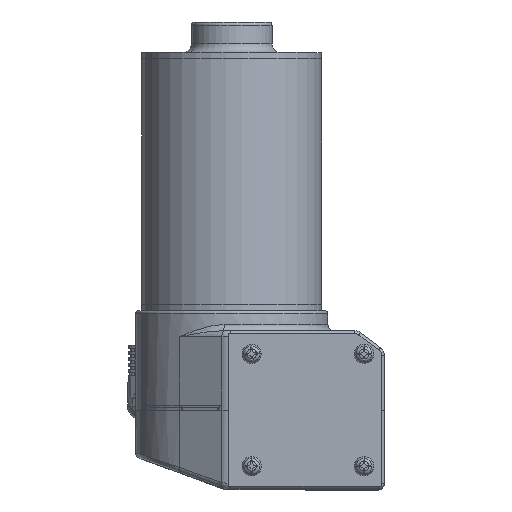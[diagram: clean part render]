
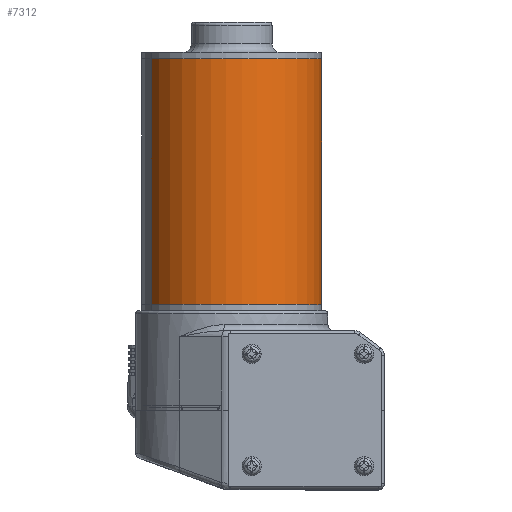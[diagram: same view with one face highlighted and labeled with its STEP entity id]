
A CAD part, top view. The second image highlights one B-rep face of the part: STEP entity #7312.
In plain terms, the highlighted cylindrical face has radius 29.5 mm (diameter 59 mm), a partial arc.
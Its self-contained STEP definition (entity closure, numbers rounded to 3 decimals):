
#53 = FACE_OUTER_BOUND ( 'NONE', #11306, .T. ) ;
#527 = DIRECTION ( 'NONE',  ( 1., 0., 0. ) ) ;
#637 = EDGE_CURVE ( 'NONE', #19828, #13681, #24411, .T. ) ;
#1084 = EDGE_CURVE ( 'NONE', #13681, #24719, #6095, .T. ) ;
#2626 = ORIENTED_EDGE ( 'NONE', *, *, #637, .F. ) ;
#3150 = DIRECTION ( 'NONE',  ( 0., 0., 1. ) ) ;
#4014 = CARTESIAN_POINT ( 'NONE',  ( -29.5, 0., 80.5 ) ) ;
#4016 = CARTESIAN_POINT ( 'NONE',  ( 29.5, 0., 80.5 ) ) ;
#5345 = VECTOR ( 'NONE', #11832, 1000. ) ;
#6095 = LINE ( 'NONE', #7852, #5345 ) ;
#6255 = VECTOR ( 'NONE', #8596, 1000. ) ;
#6631 = EDGE_CURVE ( 'NONE', #19828, #25274, #12642, .T. ) ;
#7312 = ADVANCED_FACE ( 'NONE', ( #53 ), #29518, .T. ) ;
#7852 = CARTESIAN_POINT ( 'NONE',  ( -29.5, 0., 80.5 ) ) ;
#8595 = ORIENTED_EDGE ( 'NONE', *, *, #6631, .T. ) ;
#8596 = DIRECTION ( 'NONE',  ( 0., 0., -1. ) ) ;
#9085 = DIRECTION ( 'NONE',  ( -1., 0., 0. ) ) ;
#9519 = DIRECTION ( 'NONE',  ( 0., 0., 1. ) ) ;
#11306 = EDGE_LOOP ( 'NONE', ( #2626, #8595, #17544, #14648 ) ) ;
#11832 = DIRECTION ( 'NONE',  ( 0., 0., -1. ) ) ;
#11842 = CARTESIAN_POINT ( 'NONE',  ( 29.5, 0., 80.5 ) ) ;
#12273 = AXIS2_PLACEMENT_3D ( 'NONE', #23723, #23196, #9085 ) ;
#12642 = LINE ( 'NONE', #11842, #6255 ) ;
#13681 = VERTEX_POINT ( 'NONE', #4014 ) ;
#14407 = AXIS2_PLACEMENT_3D ( 'NONE', #23476, #9519, #25768 ) ;
#14648 = ORIENTED_EDGE ( 'NONE', *, *, #1084, .F. ) ;
#17320 = CIRCLE ( 'NONE', #14407, 29.5 ) ;
#17544 = ORIENTED_EDGE ( 'NONE', *, *, #29480, .T. ) ;
#18348 = CARTESIAN_POINT ( 'NONE',  ( -29.5, 0., 0. ) ) ;
#19828 = VERTEX_POINT ( 'NONE', #4016 ) ;
#20099 = CARTESIAN_POINT ( 'NONE',  ( 29.5, 0., 0. ) ) ;
#23196 = DIRECTION ( 'NONE',  ( 0., 0., -1. ) ) ;
#23476 = CARTESIAN_POINT ( 'NONE',  ( 0., 0., 0. ) ) ;
#23723 = CARTESIAN_POINT ( 'NONE',  ( 0., 0., 80.5 ) ) ;
#24411 = CIRCLE ( 'NONE', #28526, 29.5 ) ;
#24719 = VERTEX_POINT ( 'NONE', #18348 ) ;
#25274 = VERTEX_POINT ( 'NONE', #20099 ) ;
#25768 = DIRECTION ( 'NONE',  ( 1., 0., 0. ) ) ;
#28526 = AXIS2_PLACEMENT_3D ( 'NONE', #29752, #3150, #527 ) ;
#29480 = EDGE_CURVE ( 'NONE', #25274, #24719, #17320, .T. ) ;
#29518 = CYLINDRICAL_SURFACE ( 'NONE', #12273, 29.5 ) ;
#29752 = CARTESIAN_POINT ( 'NONE',  ( 0., 0., 80.5 ) ) ;
